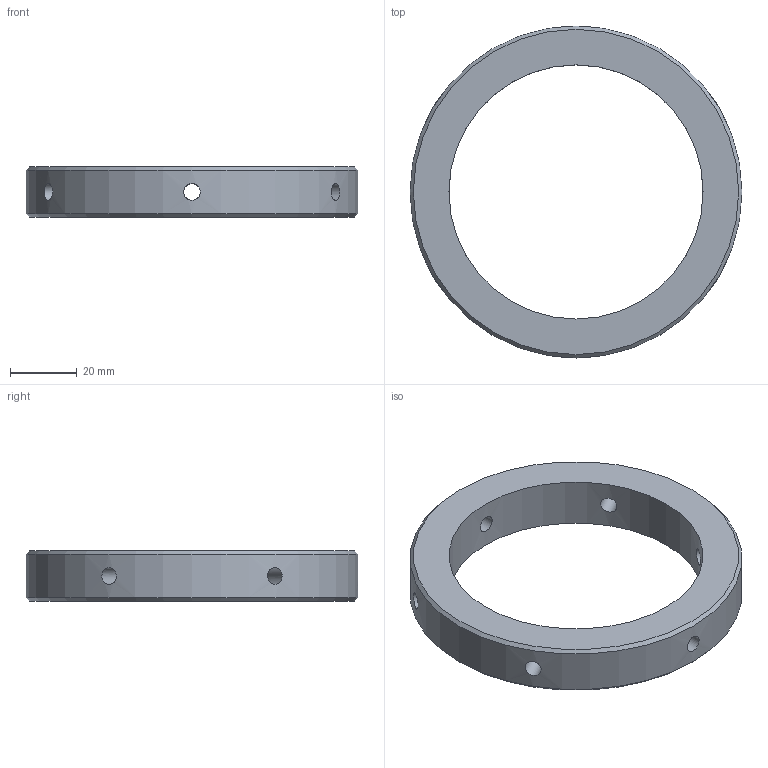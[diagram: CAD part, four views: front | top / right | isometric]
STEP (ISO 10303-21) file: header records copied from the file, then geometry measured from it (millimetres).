
FILE_DESCRIPTION( ( 'STEP AP203' ), '1' );
FILE_NAME( 'BAGUE CENTRAGE MOTEUR.step', ' ', ( ' ' ), ( ' ' ), 'PSStep 10.0', ' ', ' ' );
FILE_SCHEMA( ( 'CONFIG_CONTROL_DESIGN' ) );
Length unit declared in the file: millimetre
Products named in the file (1): 1
Bounding box: 99.4 x 99.4 x 15 mm (x, y, z)
Volume: 46491 mm3; surface area: 15188.2 mm2
Topology: 1 solids, 1 shells, 12 faces, 28 edges, 18 vertices
Faces by surface type: cylinder 8, cone 2, plane 2
Full cylindrical faces by diameter (mm): 5 x6, 76.1 x1, 99.4 x1
Entity records: 1072 total; most frequent: CARTESIAN_POINT 781, DIRECTION 38, EDGE_LOOP 36, ORIENTED_EDGE 36, FACE_OUTER_BOUND 20, AXIS2_PLACEMENT_3D 19, EDGE_CURVE 18, VERTEX_POINT 18
